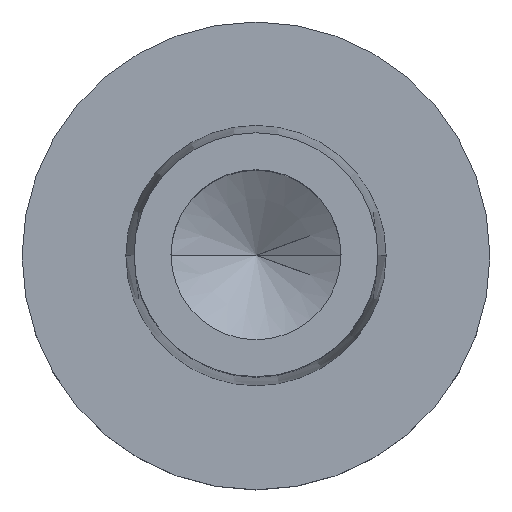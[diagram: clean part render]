
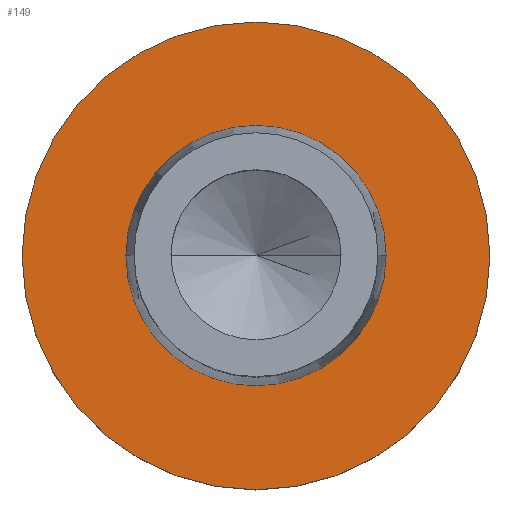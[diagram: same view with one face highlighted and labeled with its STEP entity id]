
A CAD part, top view. The second image highlights one B-rep face of the part: STEP entity #149.
In plain terms, the highlighted planar face has unit normal (0, 0, 1).
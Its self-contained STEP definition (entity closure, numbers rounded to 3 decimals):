
#7 = CARTESIAN_POINT ( 'NONE',  ( -1.995, 0., 0.74 ) ) ;
#18 = CARTESIAN_POINT ( 'NONE',  ( 0., 0., 0.74 ) ) ;
#33 = AXIS2_PLACEMENT_3D ( 'NONE', #146, #327, #291 ) ;
#38 = DIRECTION ( 'NONE',  ( 0., 0., 1. ) ) ;
#49 = CIRCLE ( 'NONE', #71, 1.995 ) ;
#50 = EDGE_CURVE ( 'NONE', #134, #169, #233, .T. ) ;
#70 = CARTESIAN_POINT ( 'NONE',  ( 0., 0., 0.74 ) ) ;
#71 = AXIS2_PLACEMENT_3D ( 'NONE', #70, #38, #362 ) ;
#75 = EDGE_LOOP ( 'NONE', ( #184, #345 ) ) ;
#76 = CARTESIAN_POINT ( 'NONE',  ( 0., 0., 0.74 ) ) ;
#78 = VERTEX_POINT ( 'NONE', #7 ) ;
#80 = PLANE ( 'NONE',  #242 ) ;
#90 = CARTESIAN_POINT ( 'NONE',  ( 1.995, 0., 0.74 ) ) ;
#114 = DIRECTION ( 'NONE',  ( 0., 0., 1. ) ) ;
#115 = AXIS2_PLACEMENT_3D ( 'NONE', #18, #116, #158 ) ;
#116 = DIRECTION ( 'NONE',  ( 0., 0., 1. ) ) ;
#118 = AXIS2_PLACEMENT_3D ( 'NONE', #76, #114, #409 ) ;
#129 = EDGE_CURVE ( 'NONE', #169, #134, #435, .T. ) ;
#134 = VERTEX_POINT ( 'NONE', #156 ) ;
#146 = CARTESIAN_POINT ( 'NONE',  ( 0., 0., 0.74 ) ) ;
#149 = ADVANCED_FACE ( 'NONE', ( #370, #261 ), #80, .F. ) ;
#156 = CARTESIAN_POINT ( 'NONE',  ( -1.04, 0., 0.74 ) ) ;
#158 = DIRECTION ( 'NONE',  ( 1., 0., 0. ) ) ;
#167 = CARTESIAN_POINT ( 'NONE',  ( 1.04, 0., 0.74 ) ) ;
#169 = VERTEX_POINT ( 'NONE', #167 ) ;
#184 = ORIENTED_EDGE ( 'NONE', *, *, #448, .T. ) ;
#202 = EDGE_LOOP ( 'NONE', ( #237, #381 ) ) ;
#223 = CARTESIAN_POINT ( 'NONE',  ( -1.995, 0., 0.74 ) ) ;
#233 = CIRCLE ( 'NONE', #33, 1.04 ) ;
#237 = ORIENTED_EDGE ( 'NONE', *, *, #129, .F. ) ;
#242 = AXIS2_PLACEMENT_3D ( 'NONE', #223, #331, #300 ) ;
#260 = CIRCLE ( 'NONE', #115, 1.995 ) ;
#261 = FACE_OUTER_BOUND ( 'NONE', #75, .T. ) ;
#268 = EDGE_CURVE ( 'NONE', #78, #393, #49, .T. ) ;
#291 = DIRECTION ( 'NONE',  ( 1., 0., 0. ) ) ;
#300 = DIRECTION ( 'NONE',  ( -1., 0., 0. ) ) ;
#327 = DIRECTION ( 'NONE',  ( 0., 0., 1. ) ) ;
#331 = DIRECTION ( 'NONE',  ( 0., 0., -1. ) ) ;
#345 = ORIENTED_EDGE ( 'NONE', *, *, #268, .T. ) ;
#362 = DIRECTION ( 'NONE',  ( 1., 0., 0. ) ) ;
#370 = FACE_BOUND ( 'NONE', #202, .T. ) ;
#381 = ORIENTED_EDGE ( 'NONE', *, *, #50, .F. ) ;
#393 = VERTEX_POINT ( 'NONE', #90 ) ;
#409 = DIRECTION ( 'NONE',  ( 1., 0., 0. ) ) ;
#435 = CIRCLE ( 'NONE', #118, 1.04 ) ;
#448 = EDGE_CURVE ( 'NONE', #393, #78, #260, .T. ) ;
